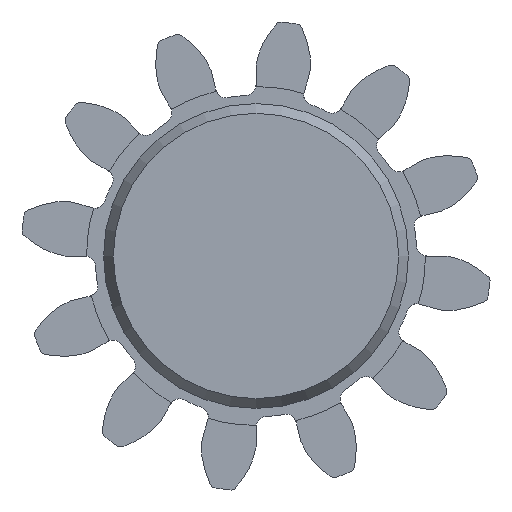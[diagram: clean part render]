
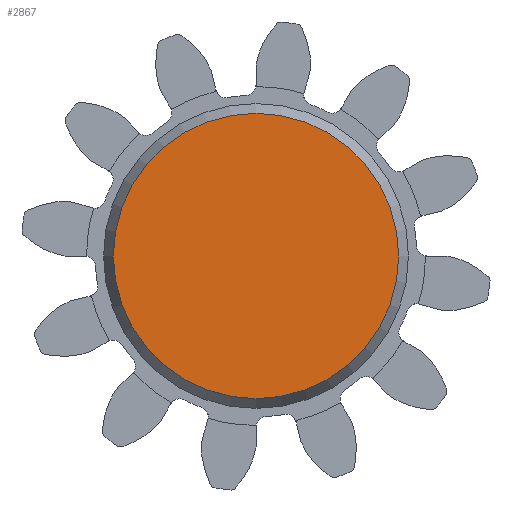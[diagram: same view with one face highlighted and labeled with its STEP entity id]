
A CAD part, front view. The second image highlights one B-rep face of the part: STEP entity #2867.
In plain terms, the highlighted planar face has unit normal (0, -1, 0).
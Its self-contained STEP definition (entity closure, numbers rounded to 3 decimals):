
#90=PLANE('',#3045);
#224=FACE_OUTER_BOUND('',#385,.T.);
#385=EDGE_LOOP('',(#1944));
#962=CIRCLE('',#3042,4.211);
#1169=VERTEX_POINT('',#4285);
#1476=EDGE_CURVE('',#1169,#1169,#962,.T.);
#1944=ORIENTED_EDGE('',*,*,#1476,.F.);
#2867=ADVANCED_FACE('',(#224),#90,.F.);
#3042=AXIS2_PLACEMENT_3D('',#4287,#3391,#3392);
#3045=AXIS2_PLACEMENT_3D('',#4292,#3398,#3399);
#3391=DIRECTION('center_axis',(0.,1.,0.));
#3392=DIRECTION('ref_axis',(1.,0.,0.));
#3398=DIRECTION('center_axis',(0.,1.,0.));
#3399=DIRECTION('ref_axis',(1.,0.,0.));
#4285=CARTESIAN_POINT('',(-4.211,-6.5,0.));
#4287=CARTESIAN_POINT('Origin',(0.,-6.5,0.));
#4292=CARTESIAN_POINT('Origin',(0.,-6.5,0.));
